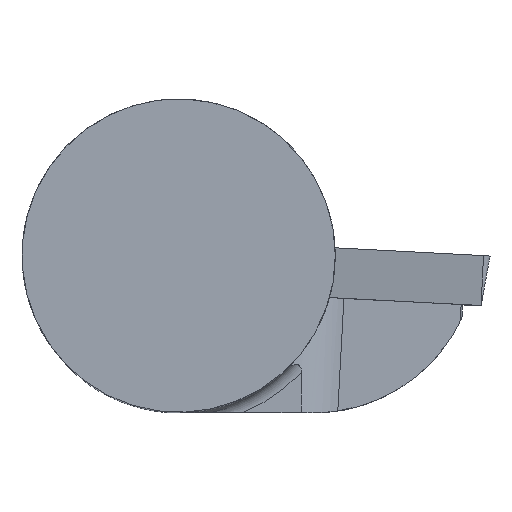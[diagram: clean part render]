
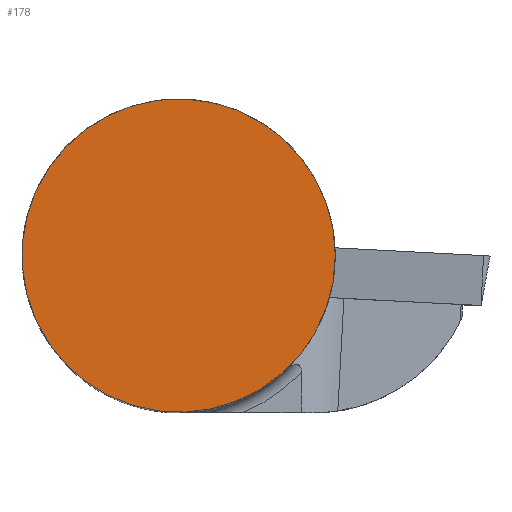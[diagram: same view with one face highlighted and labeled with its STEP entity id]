
A CAD part, top view. The second image highlights one B-rep face of the part: STEP entity #178.
In plain terms, the highlighted planar face has unit normal (0, 0, 1).
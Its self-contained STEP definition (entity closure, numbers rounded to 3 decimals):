
#148=PLANE('',#935);
#178=ADVANCED_FACE('',(#229),#148,.T.);
#229=FACE_OUTER_BOUND('',#262,.T.);
#262=EDGE_LOOP('',(#522));
#522=ORIENTED_EDGE('',*,*,#724,.T.);
#648=VERTEX_POINT('',#1396);
#724=EDGE_CURVE('',#648,#648,#785,.T.);
#785=CIRCLE('',#918,10.);
#918=AXIS2_PLACEMENT_3D('',#1395,#1064,#1065);
#935=AXIS2_PLACEMENT_3D('',#1439,#1107,#1108);
#1064=DIRECTION('',(0.,0.,1.));
#1065=DIRECTION('',(1.,0.,0.));
#1107=DIRECTION('',(0.,0.,1.));
#1108=DIRECTION('',(1.,0.,0.));
#1395=CARTESIAN_POINT('',(0.,0.,0.));
#1396=CARTESIAN_POINT('',(10.,0.,0.));
#1439=CARTESIAN_POINT('',(0.,0.,0.));
